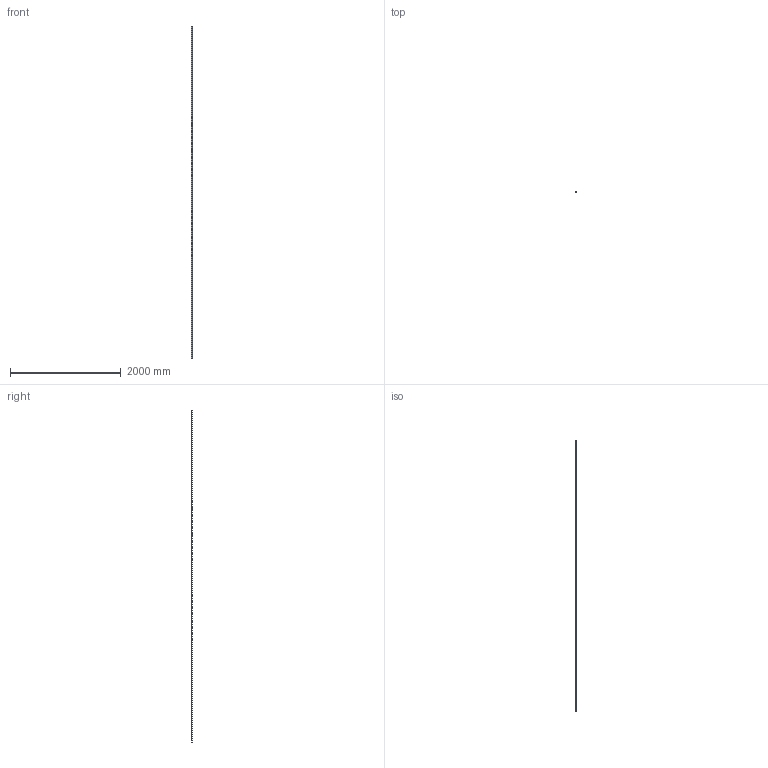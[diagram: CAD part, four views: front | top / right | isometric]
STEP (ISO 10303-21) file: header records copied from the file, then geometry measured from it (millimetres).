
FILE_DESCRIPTION (( 'STEP AP203' ), '1' );
FILE_NAME ('80582-V4A-6M.step', '2022-01-21T10:35:38', ( '' ), ( '' ), 'SwSTEP 2.0', 'SolidWorks 2018', '' );
FILE_SCHEMA (( 'CONFIG_CONTROL_DESIGN' ));
Length unit declared in the file: millimetre
Products named in the file (2): 80582-V4A-6M
Bounding box: 20.5 x 6 x 6000 mm (x, y, z)
Volume: 175273.6 mm3; surface area: 362618.8 mm2
Topology: 1 solids, 1 shells, 280 faces, 741 edges, 494 vertices
Faces by surface type: plane 162, bspline 114, cylinder 4
Entity records: 14868 total; most frequent: CARTESIAN_POINT 8535, ORIENTED_EDGE 1482, DIRECTION 857, EDGE_CURVE 741, LINE 505, VECTOR 505, VERTEX_POINT 494, EDGE_LOOP 311
